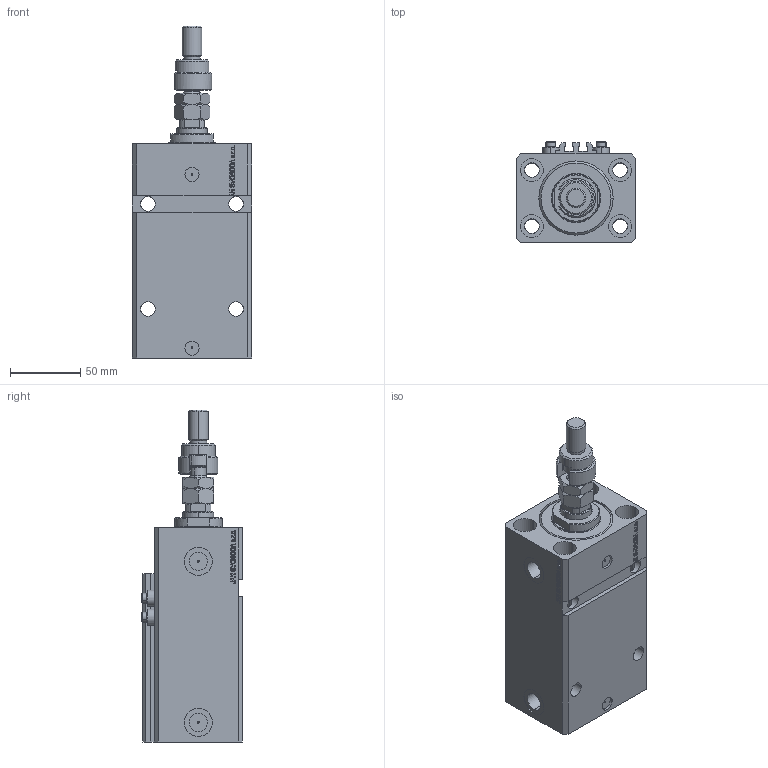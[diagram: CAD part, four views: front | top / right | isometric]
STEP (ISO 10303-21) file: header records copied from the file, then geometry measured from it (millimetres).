
FILE_DESCRIPTION (( 'STEP AP203' ), '1' );
FILE_NAME ('e6cd.STEP', '2023-10-07T14:42:45', ( '' ), ( '' ), 'SwSTEP 2.0', 'SolidWorks 2019', '' );
FILE_SCHEMA (( 'CONFIG_CONTROL_DESIGN' ));
Length unit declared in the file: millimetre
Products named in the file (8): e6cd; DFA 445bdcaa0ce7527fc9a4e08eb458e015; V250CE_C_VCP 445bdcaa0ce7527fc9a4e08eb458e015; V250CE_VC_E 445bdcaa0ce7527fc9a4e08eb458e015; ALLEN BOLT V250CE 445bdcaa0ce7527fc9a4e08eb458e015; V250CE_E_Body 445bdcaa0ce7527fc9a4e08eb458e015; MFA 445bdcaa0ce7527fc9a4e08eb458e015; FEMALE_PART_FOR_DFA 445bdcaa0ce7527fc9a4e08eb458e015
Assembly tree (10 placements, depth 3):
  e6cd
    V250CE_E_Body 445bdcaa0ce7527fc9a4e08eb458e015
    ALLEN BOLT V250CE 445bdcaa0ce7527fc9a4e08eb458e015  x4
    V250CE_C_VCP 445bdcaa0ce7527fc9a4e08eb458e015
    V250CE_VC_E 445bdcaa0ce7527fc9a4e08eb458e015
    DFA 445bdcaa0ce7527fc9a4e08eb458e015
      FEMALE_PART_FOR_DFA 445bdcaa0ce7527fc9a4e08eb458e015
      MFA 445bdcaa0ce7527fc9a4e08eb458e015
Bounding box: 85 x 72 x 237 mm (x, y, z)
Volume: 702140.6 mm3; surface area: 149940.2 mm2
Topology: 10 solids, 10 shells, 1208 faces, 2993 edges, 1917 vertices
Faces by surface type: plane 567, bspline 356, cylinder 171, cone 96, torus 18
Entity records: 51454 total; most frequent: CARTESIAN_POINT 25865, ORIENTED_EDGE 5676, DIRECTION 3910, EDGE_CURVE 2838, VERTEX_POINT 1833, VECTOR 1674, LINE 1674, EDGE_LOOP 1279
